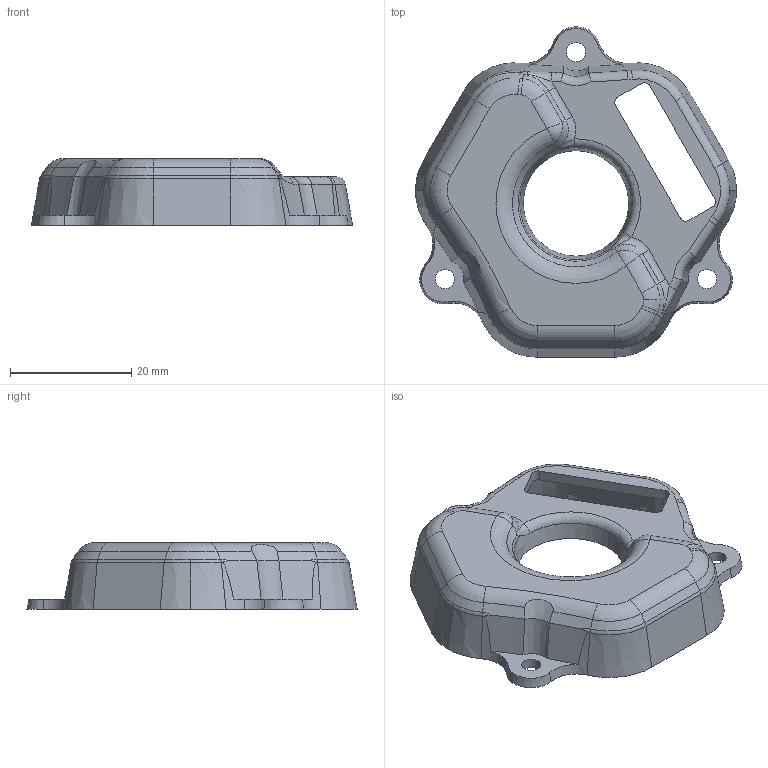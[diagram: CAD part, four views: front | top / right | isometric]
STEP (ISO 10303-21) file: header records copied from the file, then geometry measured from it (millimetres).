
FILE_DESCRIPTION (( 'STEP AP203' ), '1' );
FILE_NAME ('71258 Cover for Mount for HE280 PCB.STEP', '2016-11-07T20:19:14', ( '' ), ( '' ), 'SwSTEP 2.0', 'SolidWorks 2017', '' );
FILE_SCHEMA (( 'CONFIG_CONTROL_DESIGN' ));
Length unit declared in the file: millimetre
Products named in the file (1): 71258 Cover for Mount for HE280 PCB
Bounding box: 53.06 x 54.58 x 11 mm (x, y, z)
Volume: 4933.4 mm3; surface area: 6177 mm2
Topology: 1 solids, 1 shells, 209 faces, 555 edges, 346 vertices
Faces by surface type: cone 93, torus 46, plane 36, cylinder 24, bspline 10
Entity records: 8461 total; most frequent: CARTESIAN_POINT 3196, DIRECTION 1137, ORIENTED_EDGE 1106, EDGE_CURVE 553, AXIS2_PLACEMENT_3D 496, VERTEX_POINT 346, CIRCLE 296, EDGE_LOOP 219
